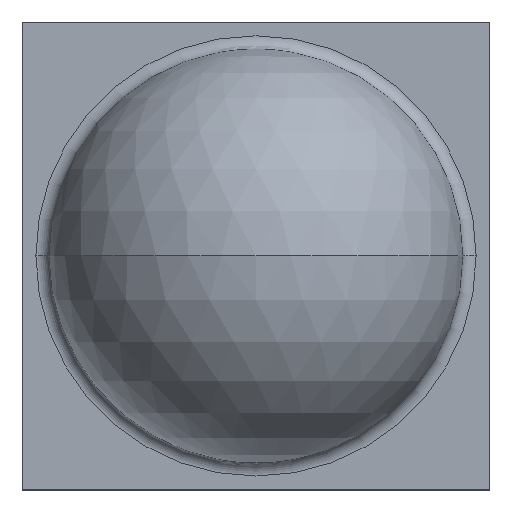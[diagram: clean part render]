
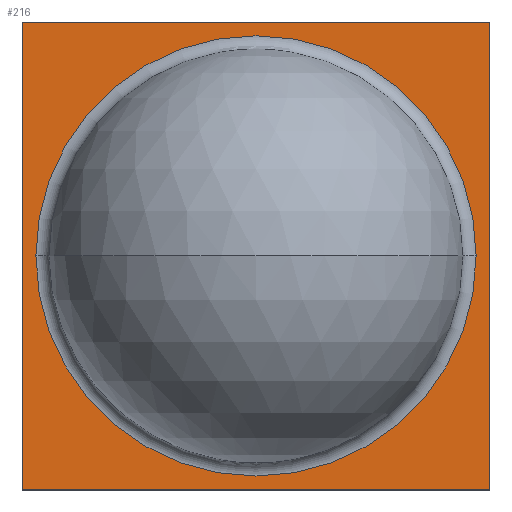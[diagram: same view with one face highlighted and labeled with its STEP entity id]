
A CAD part, top view. The second image highlights one B-rep face of the part: STEP entity #216.
In plain terms, the highlighted planar face has unit normal (0, 0, 1).
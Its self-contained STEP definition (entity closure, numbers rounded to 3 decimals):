
#7 = DIRECTION ( 'NONE',  ( 1., 0., 0. ) ) ;
#27 = EDGE_CURVE ( 'NONE', #97, #576, #696, .T. ) ;
#30 = CARTESIAN_POINT ( 'NONE',  ( 1.75, -1.75, 0.37 ) ) ;
#47 = VERTEX_POINT ( 'NONE', #1086 ) ;
#64 = ORIENTED_EDGE ( 'NONE', *, *, #129, .T. ) ;
#97 = VERTEX_POINT ( 'NONE', #342 ) ;
#129 = EDGE_CURVE ( 'NONE', #307, #47, #1097, .T. ) ;
#141 = EDGE_LOOP ( 'NONE', ( #690, #962 ) ) ;
#166 = ORIENTED_EDGE ( 'NONE', *, *, #830, .T. ) ;
#216 = ADVANCED_FACE ( 'NONE', ( #680, #872 ), #578, .T. ) ;
#271 = LINE ( 'NONE', #783, #289 ) ;
#289 = VECTOR ( 'NONE', #7, 1000. ) ;
#305 = VECTOR ( 'NONE', #335, 1000. ) ;
#306 = VERTEX_POINT ( 'NONE', #535 ) ;
#307 = VERTEX_POINT ( 'NONE', #30 ) ;
#309 = DIRECTION ( 'NONE',  ( 0., -1., 0. ) ) ;
#335 = DIRECTION ( 'NONE',  ( 0., 1., 0. ) ) ;
#342 = CARTESIAN_POINT ( 'NONE',  ( -1.647, 0., 0.37 ) ) ;
#352 = CARTESIAN_POINT ( 'NONE',  ( -1.75, 1.75, 0.37 ) ) ;
#384 = AXIS2_PLACEMENT_3D ( 'NONE', #506, #1022, #586 ) ;
#400 = CARTESIAN_POINT ( 'NONE',  ( 1.647, 0., 0.37 ) ) ;
#442 = VECTOR ( 'NONE', #309, 1000. ) ;
#475 = CARTESIAN_POINT ( 'NONE',  ( -1.75, 1.75, 0.37 ) ) ;
#489 = DIRECTION ( 'NONE',  ( 0., 0., 1. ) ) ;
#506 = CARTESIAN_POINT ( 'NONE',  ( 0., 0., 0.37 ) ) ;
#535 = CARTESIAN_POINT ( 'NONE',  ( -1.75, -1.75, 0.37 ) ) ;
#575 = EDGE_CURVE ( 'NONE', #883, #306, #579, .T. ) ;
#576 = VERTEX_POINT ( 'NONE', #400 ) ;
#578 = PLANE ( 'NONE',  #384 ) ;
#579 = LINE ( 'NONE', #475, #442 ) ;
#582 = EDGE_LOOP ( 'NONE', ( #642, #911, #64, #166 ) ) ;
#586 = DIRECTION ( 'NONE',  ( 1., 0., 0. ) ) ;
#614 = CARTESIAN_POINT ( 'NONE',  ( 0., 0., 0.37 ) ) ;
#642 = ORIENTED_EDGE ( 'NONE', *, *, #575, .T. ) ;
#656 = CARTESIAN_POINT ( 'NONE',  ( 0., 0., 0.37 ) ) ;
#680 = FACE_BOUND ( 'NONE', #141, .T. ) ;
#690 = ORIENTED_EDGE ( 'NONE', *, *, #764, .F. ) ;
#693 = DIRECTION ( 'NONE',  ( -1., 0., 0. ) ) ;
#696 = CIRCLE ( 'NONE', #734, 1.647 ) ;
#734 = AXIS2_PLACEMENT_3D ( 'NONE', #656, #489, #994 ) ;
#764 = EDGE_CURVE ( 'NONE', #576, #97, #1109, .T. ) ;
#775 = LINE ( 'NONE', #871, #910 ) ;
#783 = CARTESIAN_POINT ( 'NONE',  ( -1.75, -1.75, 0.37 ) ) ;
#795 = EDGE_CURVE ( 'NONE', #306, #307, #271, .T. ) ;
#830 = EDGE_CURVE ( 'NONE', #47, #883, #775, .T. ) ;
#851 = CARTESIAN_POINT ( 'NONE',  ( 1.75, 1.75, 0.37 ) ) ;
#871 = CARTESIAN_POINT ( 'NONE',  ( -1.75, 1.75, 0.37 ) ) ;
#872 = FACE_OUTER_BOUND ( 'NONE', #582, .T. ) ;
#883 = VERTEX_POINT ( 'NONE', #352 ) ;
#910 = VECTOR ( 'NONE', #693, 1000. ) ;
#911 = ORIENTED_EDGE ( 'NONE', *, *, #795, .T. ) ;
#945 = AXIS2_PLACEMENT_3D ( 'NONE', #614, #1100, #1026 ) ;
#962 = ORIENTED_EDGE ( 'NONE', *, *, #27, .F. ) ;
#994 = DIRECTION ( 'NONE',  ( 1., 0., 0. ) ) ;
#1022 = DIRECTION ( 'NONE',  ( 0., 0., 1. ) ) ;
#1026 = DIRECTION ( 'NONE',  ( 1., 0., 0. ) ) ;
#1086 = CARTESIAN_POINT ( 'NONE',  ( 1.75, 1.75, 0.37 ) ) ;
#1097 = LINE ( 'NONE', #851, #305 ) ;
#1100 = DIRECTION ( 'NONE',  ( 0., 0., 1. ) ) ;
#1109 = CIRCLE ( 'NONE', #945, 1.647 ) ;
